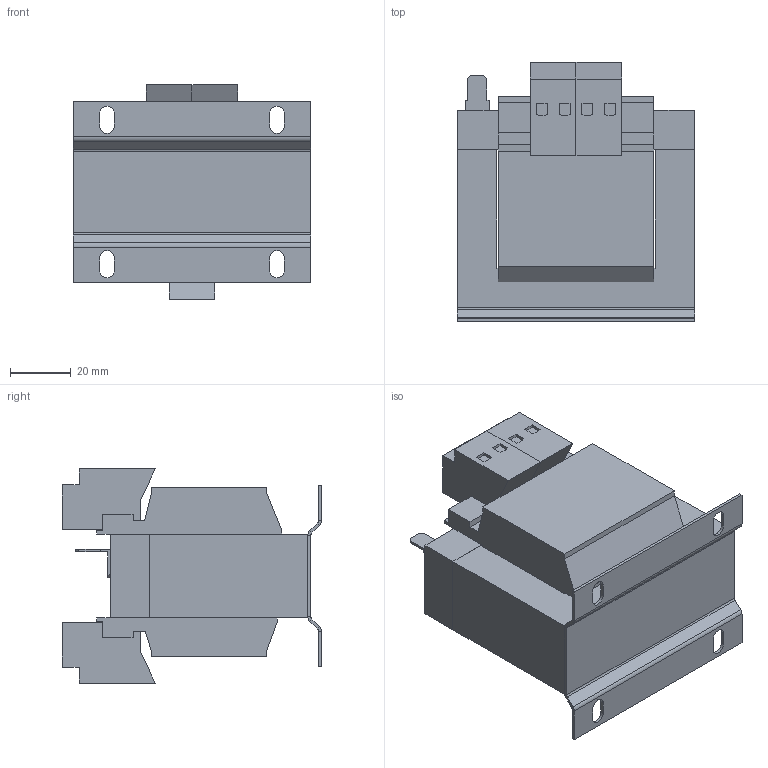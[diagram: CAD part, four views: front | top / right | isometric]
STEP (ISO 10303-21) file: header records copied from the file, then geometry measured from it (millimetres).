
FILE_DESCRIPTION (( 'STEP AP214' ), '1' );
FILE_NAME ('323517.STEP', '2021-07-29T07:23:39', ( '' ), ( '' ), 'SwSTEP 2.0', 'SolidWorks 2018', '' );
FILE_SCHEMA (( 'AUTOMOTIVE_DESIGN' ));
Length unit declared in the file: millimetre
Products named in the file (1): 323517
Bounding box: 78 x 85.2 x 70.5 mm (x, y, z)
Volume: 231174.2 mm3; surface area: 42004.9 mm2
Topology: 1 solids, 1 shells, 226 faces, 579 edges, 364 vertices
Faces by surface type: plane 198, cylinder 28
Entity records: 6729 total; most frequent: CARTESIAN_POINT 1170, ORIENTED_EDGE 1158, DIRECTION 1089, EDGE_CURVE 579, LINE 523, VECTOR 523, VERTEX_POINT 364, AXIS2_PLACEMENT_3D 283
